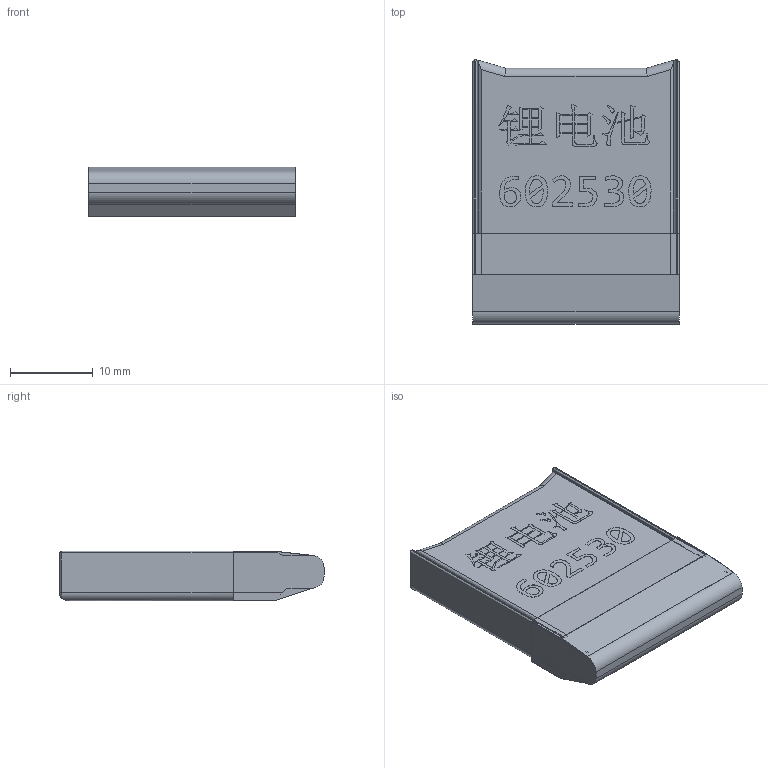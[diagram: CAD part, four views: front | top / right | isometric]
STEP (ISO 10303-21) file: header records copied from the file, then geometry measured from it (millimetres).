
FILE_DESCRIPTION (( 'STEP AP214' ), '1' );
FILE_NAME ('萇喀603025.STEP', '2021-12-14T11:42:04', ( '' ), ( '' ), 'SwSTEP 2.0', 'SolidWorks 2016', '' );
FILE_SCHEMA (( 'AUTOMOTIVE_DESIGN' ));
Length unit declared in the file: millimetre
Products named in the file (1): 萇喀603025
Bounding box: 25.02 x 32.01 x 6.02 mm (x, y, z)
Volume: 4353.1 mm3; surface area: 3083.6 mm2
Topology: 1 solids, 1 shells, 345 faces, 938 edges, 612 vertices
Faces by surface type: plane 230, bspline 93, cylinder 18, sphere 2, torus 2
Entity records: 19245 total; most frequent: CARTESIAN_POINT 7407, ORIENTED_EDGE 1872, DIRECTION 1250, EDGE_CURVE 936, LINE 712, VECTOR 712, VERTEX_POINT 612, EDGE_LOOP 372
